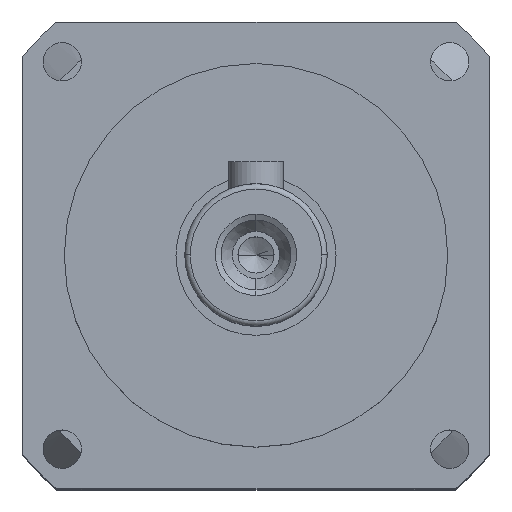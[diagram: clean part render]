
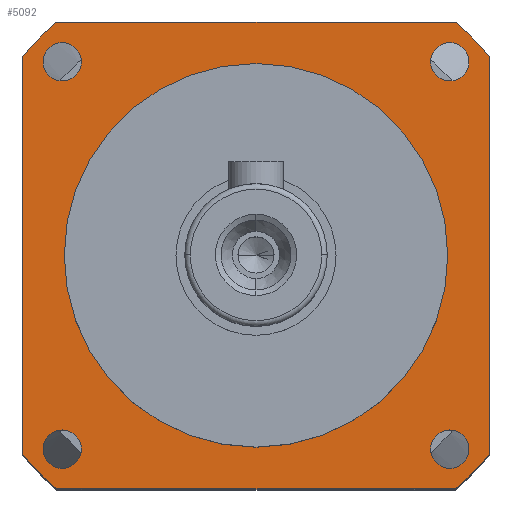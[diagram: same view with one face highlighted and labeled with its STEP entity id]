
A CAD part, top view. The second image highlights one B-rep face of the part: STEP entity #5092.
In plain terms, the highlighted planar face has unit normal (0, 0, 1).
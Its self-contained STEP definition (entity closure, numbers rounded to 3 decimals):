
#62 = FACE_BOUND ( 'NONE', #4276, .T. ) ;
#93 = DIRECTION ( 'NONE',  ( 0., 1., 0. ) ) ;
#110 = CARTESIAN_POINT ( 'NONE',  ( -18.174, -21.3, 26.5 ) ) ;
#146 = DIRECTION ( 'NONE',  ( 0., 0., 1. ) ) ;
#173 = EDGE_CURVE ( 'NONE', #5706, #1402, #3766, .T. ) ;
#248 = DIRECTION ( 'NONE',  ( 1., 0., 0. ) ) ;
#256 = DIRECTION ( 'NONE',  ( 0., 0., -1. ) ) ;
#332 = EDGE_LOOP ( 'NONE', ( #4870, #4640 ) ) ;
#343 = PLANE ( 'NONE',  #2230 ) ;
#371 = DIRECTION ( 'NONE',  ( -1., 0., 0. ) ) ;
#594 = CARTESIAN_POINT ( 'NONE',  ( -17.678, 15.928, 26.5 ) ) ;
#695 = DIRECTION ( 'NONE',  ( 0., 0., -1. ) ) ;
#724 = CARTESIAN_POINT ( 'NONE',  ( -18.174, -21.3, 26.5 ) ) ;
#831 = CARTESIAN_POINT ( 'NONE',  ( 0., 0., 26.5 ) ) ;
#889 = ORIENTED_EDGE ( 'NONE', *, *, #5093, .T. ) ;
#936 = EDGE_CURVE ( 'NONE', #2809, #1626, #5819, .T. ) ;
#948 = EDGE_CURVE ( 'NONE', #3505, #4372, #3651, .T. ) ;
#953 = CARTESIAN_POINT ( 'NONE',  ( -19.428, -17.678, 26.5 ) ) ;
#995 = ORIENTED_EDGE ( 'NONE', *, *, #1791, .T. ) ;
#1026 = CARTESIAN_POINT ( 'NONE',  ( 21.3, 18.174, 26.5 ) ) ;
#1028 = LINE ( 'NONE', #3442, #5492 ) ;
#1049 = ORIENTED_EDGE ( 'NONE', *, *, #4712, .T. ) ;
#1067 = CIRCLE ( 'NONE', #1252, 28. ) ;
#1082 = CARTESIAN_POINT ( 'NONE',  ( 17.678, 17.678, 26.5 ) ) ;
#1121 = LINE ( 'NONE', #4832, #5898 ) ;
#1146 = CIRCLE ( 'NONE', #1923, 1.75 ) ;
#1169 = DIRECTION ( 'NONE',  ( 0., 1., 0. ) ) ;
#1252 = AXIS2_PLACEMENT_3D ( 'NONE', #1323, #4524, #1760 ) ;
#1261 = DIRECTION ( 'NONE',  ( 0., 0., 1. ) ) ;
#1295 = DIRECTION ( 'NONE',  ( 1., 0., 0. ) ) ;
#1304 = FACE_BOUND ( 'NONE', #3225, .T. ) ;
#1315 = CIRCLE ( 'NONE', #1986, 1.75 ) ;
#1323 = CARTESIAN_POINT ( 'NONE',  ( 0., 0., 26.5 ) ) ;
#1351 = CARTESIAN_POINT ( 'NONE',  ( -15.928, -17.678, 26.5 ) ) ;
#1402 = VERTEX_POINT ( 'NONE', #4900 ) ;
#1413 = VERTEX_POINT ( 'NONE', #3551 ) ;
#1454 = DIRECTION ( 'NONE',  ( 0., 0., -1. ) ) ;
#1465 = CARTESIAN_POINT ( 'NONE',  ( 17.678, -19.428, 26.5 ) ) ;
#1538 = DIRECTION ( 'NONE',  ( -1., 0., 0. ) ) ;
#1571 = VERTEX_POINT ( 'NONE', #1465 ) ;
#1626 = VERTEX_POINT ( 'NONE', #2865 ) ;
#1637 = DIRECTION ( 'NONE',  ( 1., 0., 0. ) ) ;
#1653 = CIRCLE ( 'NONE', #5888, 1.75 ) ;
#1757 = EDGE_CURVE ( 'NONE', #1626, #5706, #4263, .T. ) ;
#1760 = DIRECTION ( 'NONE',  ( 1., 0., 0. ) ) ;
#1774 = CIRCLE ( 'NONE', #3988, 1.75 ) ;
#1791 = EDGE_CURVE ( 'NONE', #3125, #3520, #1812, .T. ) ;
#1812 = CIRCLE ( 'NONE', #4951, 1.75 ) ;
#1830 = CARTESIAN_POINT ( 'NONE',  ( 0., 0., 26.5 ) ) ;
#1923 = AXIS2_PLACEMENT_3D ( 'NONE', #5876, #3107, #371 ) ;
#1950 = CARTESIAN_POINT ( 'NONE',  ( -17.678, -17.678, 26.5 ) ) ;
#1986 = AXIS2_PLACEMENT_3D ( 'NONE', #1950, #5187, #2409 ) ;
#1997 = ORIENTED_EDGE ( 'NONE', *, *, #5728, .T. ) ;
#2132 = CARTESIAN_POINT ( 'NONE',  ( -21.3, -18.174, 26.5 ) ) ;
#2194 = EDGE_CURVE ( 'NONE', #1402, #3364, #1028, .T. ) ;
#2225 = CARTESIAN_POINT ( 'NONE',  ( -17.678, 19.428, 26.5 ) ) ;
#2230 = AXIS2_PLACEMENT_3D ( 'NONE', #3080, #1261, #4468 ) ;
#2280 = DIRECTION ( 'NONE',  ( 1., 0., 0. ) ) ;
#2301 = ORIENTED_EDGE ( 'NONE', *, *, #4204, .T. ) ;
#2382 = ORIENTED_EDGE ( 'NONE', *, *, #2673, .T. ) ;
#2409 = DIRECTION ( 'NONE',  ( 1., 0., 0. ) ) ;
#2437 = VERTEX_POINT ( 'NONE', #110 ) ;
#2493 = FACE_BOUND ( 'NONE', #2954, .T. ) ;
#2497 = DIRECTION ( 'NONE',  ( -1., 0., 0. ) ) ;
#2663 = EDGE_CURVE ( 'NONE', #2905, #1571, #3187, .T. ) ;
#2673 = EDGE_CURVE ( 'NONE', #2437, #2822, #3032, .T. ) ;
#2809 = VERTEX_POINT ( 'NONE', #1026 ) ;
#2822 = VERTEX_POINT ( 'NONE', #3342 ) ;
#2826 = DIRECTION ( 'NONE',  ( 0., 0., -1. ) ) ;
#2865 = CARTESIAN_POINT ( 'NONE',  ( 18.174, 21.3, 26.5 ) ) ;
#2883 = CARTESIAN_POINT ( 'NONE',  ( 0., 0., 26.5 ) ) ;
#2905 = VERTEX_POINT ( 'NONE', #4319 ) ;
#2954 = EDGE_LOOP ( 'NONE', ( #5316, #889 ) ) ;
#2964 = CARTESIAN_POINT ( 'NONE',  ( 18.174, 21.3, 26.5 ) ) ;
#2986 = DIRECTION ( 'NONE',  ( 0., 0., -1. ) ) ;
#2995 = CARTESIAN_POINT ( 'NONE',  ( 17.678, -17.678, 26.5 ) ) ;
#3022 = AXIS2_PLACEMENT_3D ( 'NONE', #831, #4055, #1295 ) ;
#3032 = LINE ( 'NONE', #724, #5348 ) ;
#3080 = CARTESIAN_POINT ( 'NONE',  ( 0., 0., 26.5 ) ) ;
#3107 = DIRECTION ( 'NONE',  ( 0., 0., -1. ) ) ;
#3125 = VERTEX_POINT ( 'NONE', #953 ) ;
#3187 = CIRCLE ( 'NONE', #4650, 1.75 ) ;
#3225 = EDGE_LOOP ( 'NONE', ( #5818, #1049 ) ) ;
#3325 = AXIS2_PLACEMENT_3D ( 'NONE', #1830, #5064, #2280 ) ;
#3342 = CARTESIAN_POINT ( 'NONE',  ( 18.174, -21.3, 26.5 ) ) ;
#3364 = VERTEX_POINT ( 'NONE', #2132 ) ;
#3365 = DIRECTION ( 'NONE',  ( 1., 0., 0. ) ) ;
#3442 = CARTESIAN_POINT ( 'NONE',  ( -21.3, 18.174, 26.5 ) ) ;
#3453 = CARTESIAN_POINT ( 'NONE',  ( -17.678, 17.678, 26.5 ) ) ;
#3468 = DIRECTION ( 'NONE',  ( 0., 1., 0. ) ) ;
#3505 = VERTEX_POINT ( 'NONE', #2225 ) ;
#3520 = VERTEX_POINT ( 'NONE', #1351 ) ;
#3551 = CARTESIAN_POINT ( 'NONE',  ( 19.428, 17.678, 26.5 ) ) ;
#3649 = AXIS2_PLACEMENT_3D ( 'NONE', #4199, #1454, #4672 ) ;
#3651 = CIRCLE ( 'NONE', #3649, 1.75 ) ;
#3731 = FACE_BOUND ( 'NONE', #332, .T. ) ;
#3766 = CIRCLE ( 'NONE', #5221, 28. ) ;
#3780 = EDGE_CURVE ( 'NONE', #3520, #3125, #1315, .T. ) ;
#3871 = ORIENTED_EDGE ( 'NONE', *, *, #173, .T. ) ;
#3893 = CARTESIAN_POINT ( 'NONE',  ( -18.174, 21.3, 26.5 ) ) ;
#3900 = DIRECTION ( 'NONE',  ( 0., -1., 0. ) ) ;
#3909 = DIRECTION ( 'NONE',  ( 0., -1., 0. ) ) ;
#3988 = AXIS2_PLACEMENT_3D ( 'NONE', #1082, #4295, #1538 ) ;
#4055 = DIRECTION ( 'NONE',  ( 0., 0., 1. ) ) ;
#4199 = CARTESIAN_POINT ( 'NONE',  ( -17.678, 17.678, 26.5 ) ) ;
#4204 = EDGE_CURVE ( 'NONE', #2822, #5693, #5100, .T. ) ;
#4263 = LINE ( 'NONE', #2964, #5361 ) ;
#4276 = EDGE_LOOP ( 'NONE', ( #5010, #995 ) ) ;
#4295 = DIRECTION ( 'NONE',  ( 0., 0., -1. ) ) ;
#4319 = CARTESIAN_POINT ( 'NONE',  ( 17.678, -15.928, 26.5 ) ) ;
#4372 = VERTEX_POINT ( 'NONE', #594 ) ;
#4430 = ORIENTED_EDGE ( 'NONE', *, *, #4591, .T. ) ;
#4434 = ORIENTED_EDGE ( 'NONE', *, *, #2194, .T. ) ;
#4456 = CIRCLE ( 'NONE', #4522, 1.75 ) ;
#4468 = DIRECTION ( 'NONE',  ( 1., 0., 0. ) ) ;
#4522 = AXIS2_PLACEMENT_3D ( 'NONE', #3453, #695, #3909 ) ;
#4524 = DIRECTION ( 'NONE',  ( 0., 0., 1. ) ) ;
#4591 = EDGE_CURVE ( 'NONE', #3364, #2437, #1067, .T. ) ;
#4640 = ORIENTED_EDGE ( 'NONE', *, *, #948, .T. ) ;
#4650 = AXIS2_PLACEMENT_3D ( 'NONE', #2995, #256, #3468 ) ;
#4672 = DIRECTION ( 'NONE',  ( 0., -1., 0. ) ) ;
#4712 = EDGE_CURVE ( 'NONE', #1571, #2905, #1653, .T. ) ;
#4819 = FACE_OUTER_BOUND ( 'NONE', #5884, .T. ) ;
#4832 = CARTESIAN_POINT ( 'NONE',  ( 21.3, -18.174, 26.5 ) ) ;
#4870 = ORIENTED_EDGE ( 'NONE', *, *, #4917, .T. ) ;
#4900 = CARTESIAN_POINT ( 'NONE',  ( -21.3, 18.174, 26.5 ) ) ;
#4917 = EDGE_CURVE ( 'NONE', #4372, #3505, #4456, .T. ) ;
#4931 = CARTESIAN_POINT ( 'NONE',  ( 15.928, 17.678, 26.5 ) ) ;
#4951 = AXIS2_PLACEMENT_3D ( 'NONE', #5762, #2986, #248 ) ;
#5010 = ORIENTED_EDGE ( 'NONE', *, *, #3780, .T. ) ;
#5041 = ORIENTED_EDGE ( 'NONE', *, *, #1757, .T. ) ;
#5064 = DIRECTION ( 'NONE',  ( 0., 0., 1. ) ) ;
#5092 = ADVANCED_FACE ( 'NONE', ( #1304, #62, #3731, #2493, #4819 ), #343, .T. ) ;
#5093 = EDGE_CURVE ( 'NONE', #1413, #5931, #1146, .T. ) ;
#5100 = CIRCLE ( 'NONE', #3325, 28. ) ;
#5119 = ORIENTED_EDGE ( 'NONE', *, *, #936, .T. ) ;
#5187 = DIRECTION ( 'NONE',  ( 0., 0., -1. ) ) ;
#5221 = AXIS2_PLACEMENT_3D ( 'NONE', #2883, #146, #3365 ) ;
#5316 = ORIENTED_EDGE ( 'NONE', *, *, #5426, .T. ) ;
#5348 = VECTOR ( 'NONE', #1637, 1000. ) ;
#5361 = VECTOR ( 'NONE', #2497, 1000. ) ;
#5426 = EDGE_CURVE ( 'NONE', #5931, #1413, #1774, .T. ) ;
#5492 = VECTOR ( 'NONE', #3900, 1000. ) ;
#5603 = CARTESIAN_POINT ( 'NONE',  ( 17.678, -17.678, 26.5 ) ) ;
#5693 = VERTEX_POINT ( 'NONE', #5739 ) ;
#5706 = VERTEX_POINT ( 'NONE', #3893 ) ;
#5728 = EDGE_CURVE ( 'NONE', #5693, #2809, #1121, .T. ) ;
#5739 = CARTESIAN_POINT ( 'NONE',  ( 21.3, -18.174, 26.5 ) ) ;
#5762 = CARTESIAN_POINT ( 'NONE',  ( -17.678, -17.678, 26.5 ) ) ;
#5818 = ORIENTED_EDGE ( 'NONE', *, *, #2663, .T. ) ;
#5819 = CIRCLE ( 'NONE', #3022, 28. ) ;
#5876 = CARTESIAN_POINT ( 'NONE',  ( 17.678, 17.678, 26.5 ) ) ;
#5884 = EDGE_LOOP ( 'NONE', ( #2301, #1997, #5119, #5041, #3871, #4434, #4430, #2382 ) ) ;
#5888 = AXIS2_PLACEMENT_3D ( 'NONE', #5603, #2826, #93 ) ;
#5898 = VECTOR ( 'NONE', #1169, 1000. ) ;
#5931 = VERTEX_POINT ( 'NONE', #4931 ) ;
